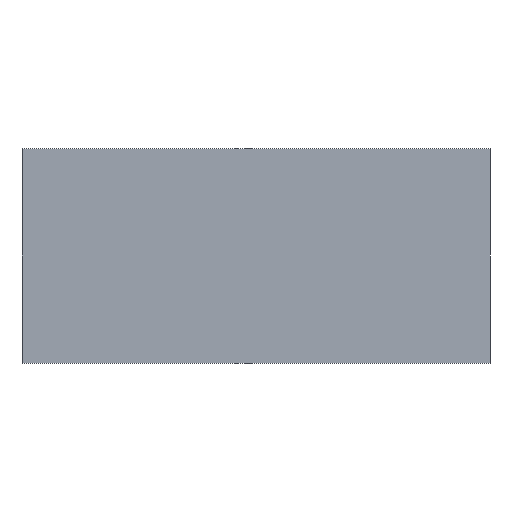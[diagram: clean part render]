
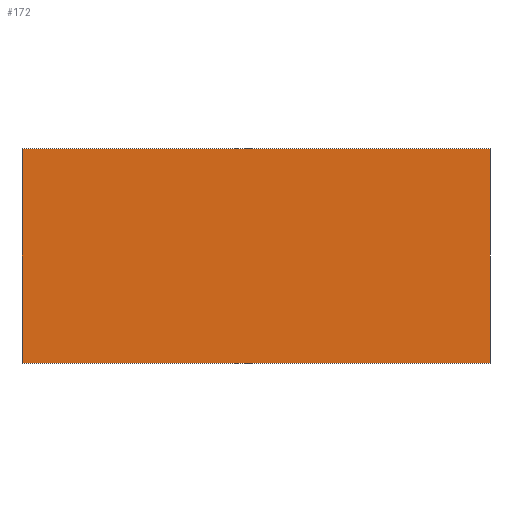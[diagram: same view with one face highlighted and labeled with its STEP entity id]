
A CAD part, front view. The second image highlights one B-rep face of the part: STEP entity #172.
In plain terms, the highlighted planar face has unit normal (0, -1, 0).
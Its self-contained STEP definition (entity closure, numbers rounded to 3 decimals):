
#1 = DIRECTION ( 'NONE',  ( 0., 0., -1. ) ) ;
#9 = VERTEX_POINT ( 'NONE', #61 ) ;
#10 = ORIENTED_EDGE ( 'NONE', *, *, #141, .F. ) ;
#28 = AXIS2_PLACEMENT_3D ( 'NONE', #37, #200, #128 ) ;
#32 = CARTESIAN_POINT ( 'NONE',  ( -240., 0., -110. ) ) ;
#37 = CARTESIAN_POINT ( 'NONE',  ( 0., 0., 0. ) ) ;
#41 = VECTOR ( 'NONE', #99, 1000. ) ;
#45 = CARTESIAN_POINT ( 'NONE',  ( 0., 0., 110. ) ) ;
#48 = EDGE_LOOP ( 'NONE', ( #163, #151, #10, #182 ) ) ;
#52 = CARTESIAN_POINT ( 'NONE',  ( -240., 0., 0. ) ) ;
#53 = DIRECTION ( 'NONE',  ( -1., 0., 0. ) ) ;
#57 = VECTOR ( 'NONE', #155, 1000. ) ;
#61 = CARTESIAN_POINT ( 'NONE',  ( 240., 0., -110. ) ) ;
#73 = VECTOR ( 'NONE', #53, 1000. ) ;
#74 = LINE ( 'NONE', #184, #73 ) ;
#75 = CARTESIAN_POINT ( 'NONE',  ( 240., 0., 110. ) ) ;
#78 = LINE ( 'NONE', #52, #57 ) ;
#82 = EDGE_CURVE ( 'NONE', #167, #201, #175, .T. ) ;
#86 = VECTOR ( 'NONE', #1, 1000. ) ;
#99 = DIRECTION ( 'NONE',  ( 1., 0., 0. ) ) ;
#105 = LINE ( 'NONE', #179, #86 ) ;
#117 = EDGE_CURVE ( 'NONE', #9, #192, #74, .T. ) ;
#128 = DIRECTION ( 'NONE',  ( 0., 0., 1. ) ) ;
#135 = PLANE ( 'NONE',  #28 ) ;
#141 = EDGE_CURVE ( 'NONE', #192, #167, #78, .T. ) ;
#147 = FACE_OUTER_BOUND ( 'NONE', #48, .T. ) ;
#151 = ORIENTED_EDGE ( 'NONE', *, *, #82, .F. ) ;
#155 = DIRECTION ( 'NONE',  ( 0., 0., 1. ) ) ;
#163 = ORIENTED_EDGE ( 'NONE', *, *, #183, .F. ) ;
#166 = CARTESIAN_POINT ( 'NONE',  ( -240., 0., 110. ) ) ;
#167 = VERTEX_POINT ( 'NONE', #166 ) ;
#172 = ADVANCED_FACE ( 'NONE', ( #147 ), #135, .F. ) ;
#175 = LINE ( 'NONE', #45, #41 ) ;
#179 = CARTESIAN_POINT ( 'NONE',  ( 240., 0., 0. ) ) ;
#182 = ORIENTED_EDGE ( 'NONE', *, *, #117, .F. ) ;
#183 = EDGE_CURVE ( 'NONE', #201, #9, #105, .T. ) ;
#184 = CARTESIAN_POINT ( 'NONE',  ( 0., 0., -110. ) ) ;
#192 = VERTEX_POINT ( 'NONE', #32 ) ;
#200 = DIRECTION ( 'NONE',  ( 0., 1., 0. ) ) ;
#201 = VERTEX_POINT ( 'NONE', #75 ) ;
